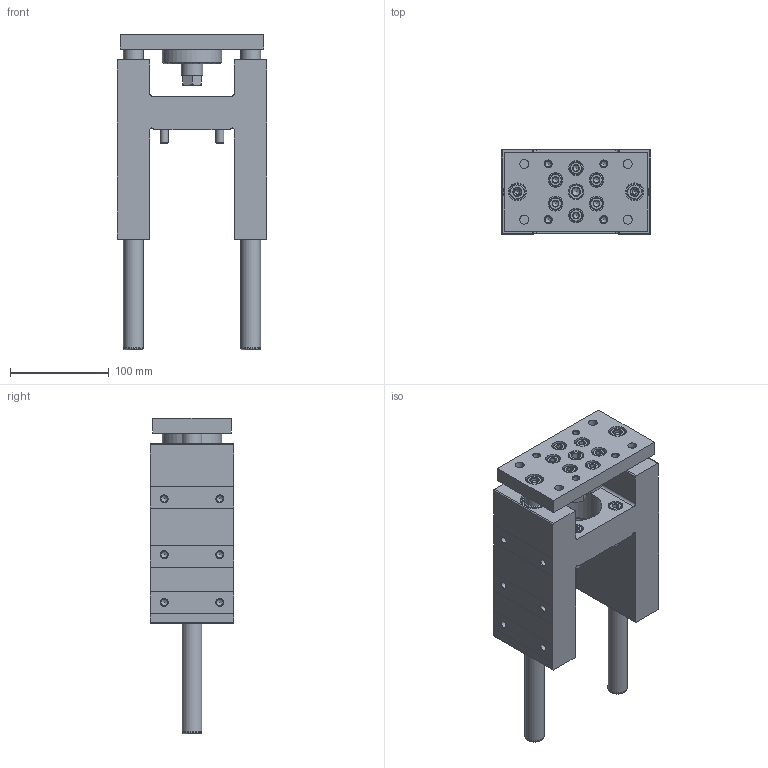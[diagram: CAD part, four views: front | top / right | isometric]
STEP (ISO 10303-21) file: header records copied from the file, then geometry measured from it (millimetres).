
FILE_DESCRIPTION(/* description */ ('STEP AP214'),/* implementation_level */ '2;1');
FILE_NAME(/* name */ '1725842_EAGF-V2-KF-63-100',/* time_stamp */ '2024-08-26T16:53:57+02:00',/* author */ ('License CC BY-ND 4.0'),/* organization */ ('CADENAS'),/* preprocessor_version */ 'ST-DEVELOPER v19.3',/* originating_system */ 'PARTsolutions',/* authorisation */ ' ');
FILE_SCHEMA (('AUTOMOTIVE_DESIGN {1 0 10303 214 3 1 1}'));
Length unit declared in the file: millimetre
Products named in the file (12): 1725842 EAGF-V2-KF-63-100---(0); 2608521 EAGF-V2-KF-63---(F); 240953 FEN-50/63-SD---(SD); 244040 EAGF 20x28x30---(B); 1560111 EAGF-V2-KF-63---(J); 1560109 EAGF-V2-KF-63---(R); 1560112 EAGF-V2-KF-50/63---(GS); ISO-4026 M16x16; 2608521 EAGF-63-100-KF---(FST); ISO-4762 M8x20; DIN-6912 - M10x20(F); ISO-4762 M8x40
Assembly tree (27 placements, depth 2):
  1725842 EAGF-V2-KF-63-100---(0)
    2608521 EAGF-V2-KF-63---(F)
    240953 FEN-50/63-SD---(SD)  x4
    244040 EAGF 20x28x30---(B)  x4
    1560111 EAGF-V2-KF-63---(J)
    1560109 EAGF-V2-KF-63---(R)
    1560112 EAGF-V2-KF-50/63---(GS)
    ISO-4026 M16x16
    2608521 EAGF-63-100-KF---(FST)  x2
    ISO-4762 M8x20  x6
    DIN-6912 - M10x20(F)  x2
    ISO-4762 M8x40  x4
Bounding box: 152 x 85 x 319.8 mm (x, y, z)
Volume: 1423230.1 mm3; surface area: 286475.7 mm2
Topology: 27 solids, 27 shells, 670 faces, 1492 edges, 913 vertices
Faces by surface type: plane 297, cone 222, cylinder 134, torus 17
Full cylindrical faces by diameter (mm): 5 x2, 6.647 x24, 8 x10, 8.376 x2, 9 x14, 10 x2, 10.3 x2, 13 x10, 13.835 x1, 14.376 x1, 15 x14, 16 x3, 18 x3, 20 x12, 22 x1, 24 x1, 25 x2, 28 x12, 34 x1, 36 x1, 52 x1, 60 x1
Entity records: 9774 total; most frequent: DIRECTION 1706, CARTESIAN_POINT 1666, ORIENTED_EDGE 1242, AXIS2_PLACEMENT_3D 727, FACE_BOUND 662, EDGE_LOOP 642, EDGE_CURVE 621, VERTEX_POINT 499
